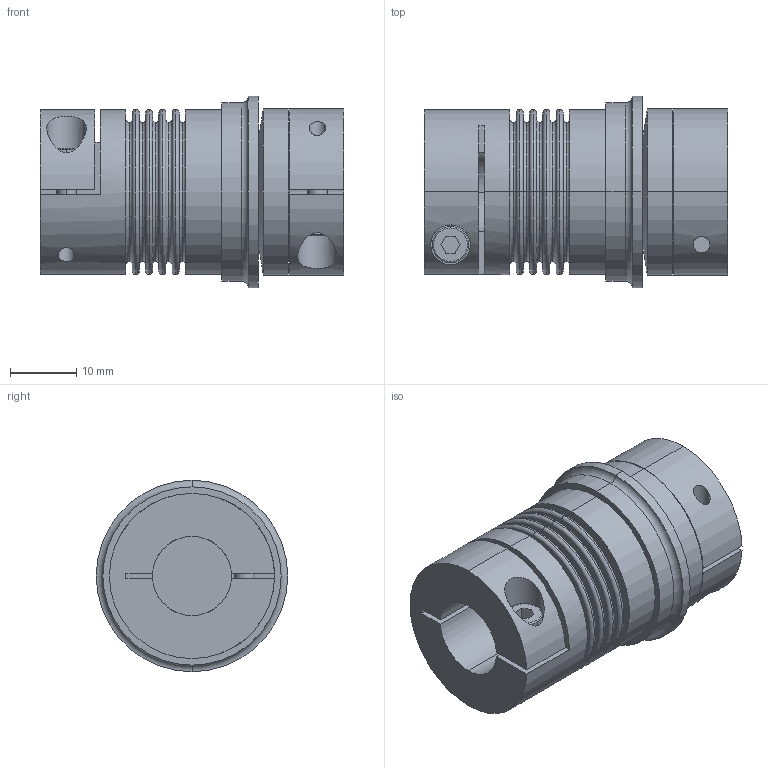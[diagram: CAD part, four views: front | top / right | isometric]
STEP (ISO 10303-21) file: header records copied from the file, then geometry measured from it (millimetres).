
FILE_DESCRIPTION(('STEP AP214'),'1');
FILE_NAME('cctmp_B248E439-F49F-4D21-A1EC-16619E10CBD6_2023_06_08_15_25_23_0983..stp','2023-06-08T13:25:24',('R+W Antriebselemente GmbH'),('CADClick - www.CADClick.com'),'Spatial InterOp 3D',' ','unknown authorization');
FILE_SCHEMA(('AUTOMOTIVE_DESIGN'));
Length unit declared in the file: millimetre
Products named in the file (1): SK2/2/46/W/12/12/1/0.2-1.5
Bounding box: 46 x 29 x 29 mm (x, y, z)
Volume: 18958.9 mm3; surface area: 9323.6 mm2
Topology: 1 solids, 1 shells, 136 faces, 307 edges, 196 vertices
Faces by surface type: plane 50, torus 42, cylinder 42, cone 2
Entity records: 5174 total; most frequent: CARTESIAN_POINT 848, DIRECTION 756, ORIENTED_EDGE 614, AXIS2_PLACEMENT_3D 324, EDGE_CURVE 307, VERTEX_POINT 196, CIRCLE 187, EDGE_LOOP 163
